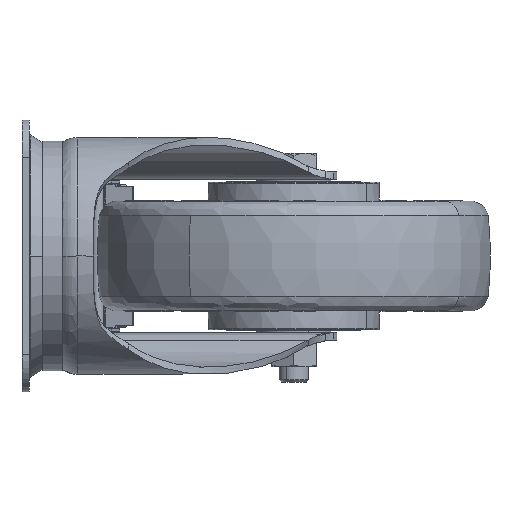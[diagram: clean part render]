
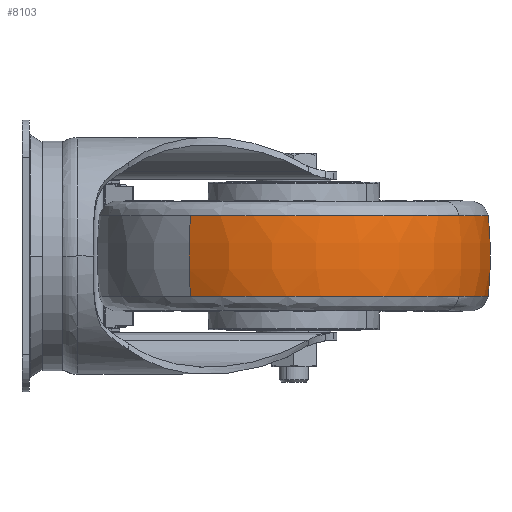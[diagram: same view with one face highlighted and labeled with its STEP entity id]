
A CAD part, left-side view. The second image highlights one B-rep face of the part: STEP entity #8103.
In plain terms, the highlighted toroidal (fillet/blend) face has major radius 30 mm and minor radius 110 mm.
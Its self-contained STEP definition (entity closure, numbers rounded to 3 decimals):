
#1054 = CARTESIAN_POINT ( 'NONE',  ( 54., -110., -16.289 ) ) ;
#1549 = EDGE_CURVE ( 'NONE', #30828, #48110, #47774, .T. ) ;
#3378 = DIRECTION ( 'NONE',  ( -0.531, -0.847, 0. ) ) ;
#5964 = CARTESIAN_POINT ( 'NONE',  ( 54., -110., -16.289 ) ) ;
#8103 = ADVANCED_FACE ( 'NONE', ( #52216 ), #55763, .T. ) ;
#8223 = AXIS2_PLACEMENT_3D ( 'NONE', #63225, #8338, #32790 ) ;
#8338 = DIRECTION ( 'NONE',  ( 0., 0., -1. ) ) ;
#9685 = AXIS2_PLACEMENT_3D ( 'NONE', #71455, #9743, #28161 ) ;
#9743 = DIRECTION ( 'NONE',  ( 0., 0., 1. ) ) ;
#9935 = ORIENTED_EDGE ( 'NONE', *, *, #19992, .T. ) ;
#10711 = CIRCLE ( 'NONE', #45232, 78.787 ) ;
#11962 = DIRECTION ( 'NONE',  ( -0.531, -0.847, 0. ) ) ;
#12371 = CARTESIAN_POINT ( 'NONE',  ( 28.581, -94.067, 0. ) ) ;
#13363 = VERTEX_POINT ( 'NONE', #78669 ) ;
#13532 = DIRECTION ( 'NONE',  ( 0., 0., 1. ) ) ;
#13801 = CIRCLE ( 'NONE', #15130, 78.787 ) ;
#13848 = CARTESIAN_POINT ( 'NONE',  ( 54., -110., 16.289 ) ) ;
#15130 = AXIS2_PLACEMENT_3D ( 'NONE', #5964, #79295, #11962 ) ;
#15218 = CARTESIAN_POINT ( 'NONE',  ( 79.419, -125.933, 0. ) ) ;
#16424 = CARTESIAN_POINT ( 'NONE',  ( 12.156, -176.757, -16.289 ) ) ;
#19992 = EDGE_CURVE ( 'NONE', #13363, #38016, #65825, .T. ) ;
#20011 = DIRECTION ( 'NONE',  ( 0.531, 0.847, 0. ) ) ;
#22971 = EDGE_CURVE ( 'NONE', #24412, #13363, #10711, .T. ) ;
#24412 = VERTEX_POINT ( 'NONE', #74973 ) ;
#28161 = DIRECTION ( 'NONE',  ( -0.847, 0.531, 0. ) ) ;
#30828 = VERTEX_POINT ( 'NONE', #54798 ) ;
#31786 = ORIENTED_EDGE ( 'NONE', *, *, #40127, .F. ) ;
#32790 = DIRECTION ( 'NONE',  ( 0.847, -0.531, 0. ) ) ;
#35795 = EDGE_CURVE ( 'NONE', #48110, #58208, #13801, .T. ) ;
#37641 = DIRECTION ( 'NONE',  ( 0.847, -0.531, 0. ) ) ;
#38016 = VERTEX_POINT ( 'NONE', #59064 ) ;
#38864 = AXIS2_PLACEMENT_3D ( 'NONE', #15218, #20011, #45635 ) ;
#40127 = EDGE_CURVE ( 'NONE', #30828, #38016, #66999, .T. ) ;
#40773 = CIRCLE ( 'NONE', #48497, 110. ) ;
#44556 = ORIENTED_EDGE ( 'NONE', *, *, #35795, .T. ) ;
#45232 = AXIS2_PLACEMENT_3D ( 'NONE', #13848, #51521, #74360 ) ;
#45635 = DIRECTION ( 'NONE',  ( -0.847, 0.531, 0. ) ) ;
#47774 = CIRCLE ( 'NONE', #49124, 78.787 ) ;
#48110 = VERTEX_POINT ( 'NONE', #16424 ) ;
#48497 = AXIS2_PLACEMENT_3D ( 'NONE', #12371, #66897, #37641 ) ;
#49124 = AXIS2_PLACEMENT_3D ( 'NONE', #1054, #13532, #3378 ) ;
#49879 = ORIENTED_EDGE ( 'NONE', *, *, #22971, .T. ) ;
#51521 = DIRECTION ( 'NONE',  ( 0., 0., -1. ) ) ;
#52216 = FACE_OUTER_BOUND ( 'NONE', #57741, .T. ) ;
#54798 = CARTESIAN_POINT ( 'NONE',  ( -12.757, -68.156, -16.289 ) ) ;
#55763 = TOROIDAL_SURFACE ( 'NONE', #9685, -30., 110. ) ;
#57741 = EDGE_LOOP ( 'NONE', ( #62049, #44556, #74367, #49879, #9935, #31786 ) ) ;
#58208 = VERTEX_POINT ( 'NONE', #78800 ) ;
#59064 = CARTESIAN_POINT ( 'NONE',  ( -12.757, -68.156, 16.289 ) ) ;
#62049 = ORIENTED_EDGE ( 'NONE', *, *, #1549, .T. ) ;
#63225 = CARTESIAN_POINT ( 'NONE',  ( 54., -110., 16.289 ) ) ;
#65825 = CIRCLE ( 'NONE', #8223, 78.787 ) ;
#66897 = DIRECTION ( 'NONE',  ( -0.531, -0.847, 0. ) ) ;
#66910 = EDGE_CURVE ( 'NONE', #58208, #24412, #40773, .T. ) ;
#66999 = CIRCLE ( 'NONE', #38864, 110. ) ;
#71455 = CARTESIAN_POINT ( 'NONE',  ( 54., -110., 0. ) ) ;
#74360 = DIRECTION ( 'NONE',  ( 0.847, -0.531, 0. ) ) ;
#74367 = ORIENTED_EDGE ( 'NONE', *, *, #66910, .T. ) ;
#74973 = CARTESIAN_POINT ( 'NONE',  ( 120.757, -151.844, 16.289 ) ) ;
#78669 = CARTESIAN_POINT ( 'NONE',  ( 12.156, -176.757, 16.289 ) ) ;
#78800 = CARTESIAN_POINT ( 'NONE',  ( 120.757, -151.844, -16.289 ) ) ;
#79295 = DIRECTION ( 'NONE',  ( 0., 0., 1. ) ) ;
